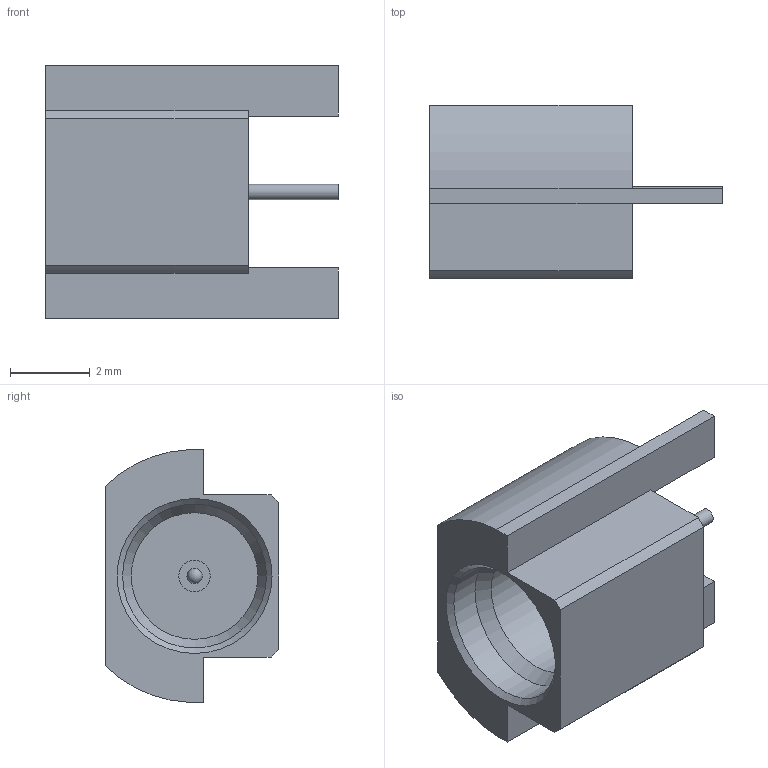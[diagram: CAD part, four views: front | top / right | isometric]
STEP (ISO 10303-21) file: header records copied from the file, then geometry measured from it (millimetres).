
FILE_DESCRIPTION (( 'STEP AP203' ), '1' );
FILE_NAME ('SC5193_3D.step', '2021-08-10T15:33:22', ( '' ), ( '' ), 'SwSTEP 2.0', 'SolidWorks 2021', '' );
FILE_SCHEMA (( 'CONFIG_CONTROL_DESIGN' ));
Length unit declared in the file: inch
Products named in the file (1): SC5193_3D
Bounding box: 7.34 x 4.34 x 6.33 mm (x, y, z)
Volume: 89.1 mm3; surface area: 192.5 mm2
Topology: 1 solids, 1 shells, 33 faces, 77 edges, 49 vertices
Faces by surface type: plane 20, cylinder 10, cone 2, sphere 1
Full cylindrical faces by diameter (mm): 0.381 x2, 0.786 x1, 0.889 x1, 3.175 x1, 3.607 x1
Entity records: 947 total; most frequent: DIRECTION 154, CARTESIAN_POINT 146, ORIENTED_EDGE 130, EDGE_CURVE 65, AXIS2_PLACEMENT_3D 55, VERTEX_POINT 47, EDGE_LOOP 46, VECTOR 44
